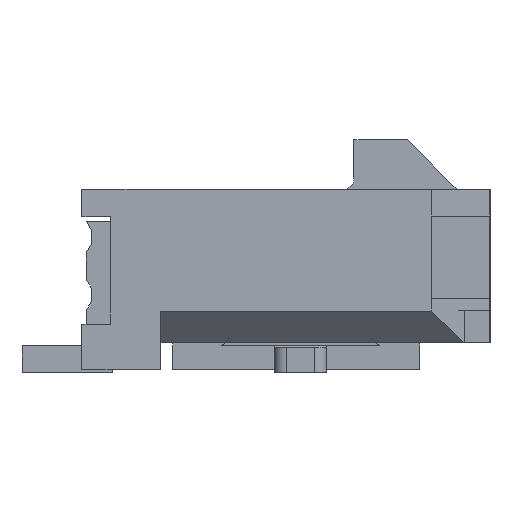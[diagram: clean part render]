
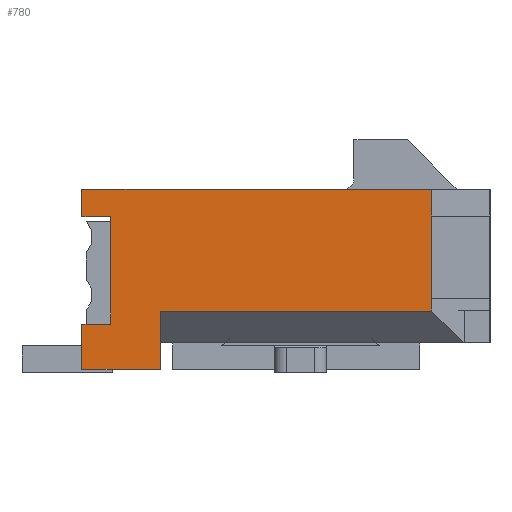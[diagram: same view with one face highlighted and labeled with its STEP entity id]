
A CAD part, left-side view. The second image highlights one B-rep face of the part: STEP entity #780.
In plain terms, the highlighted planar face has unit normal (-1, 0, 0).
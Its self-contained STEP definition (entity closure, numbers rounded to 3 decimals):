
#780 = ADVANCED_FACE( '', ( #1741 ), #1742, .T. );
#1741 = FACE_OUTER_BOUND( '', #2959, .T. );
#1742 = PLANE( '', #2960 );
#2959 = EDGE_LOOP( '', ( #4777, #4778, #4779, #4780, #4781, #4782, #4783, #4784, #4785, #4786, #4787, #4788 ) );
#2960 = AXIS2_PLACEMENT_3D( '', #4789, #4790, #4791 );
#4777 = ORIENTED_EDGE( '', *, *, #8197, .T. );
#4778 = ORIENTED_EDGE( '', *, *, #8198, .T. );
#4779 = ORIENTED_EDGE( '', *, *, #8199, .T. );
#4780 = ORIENTED_EDGE( '', *, *, #8164, .T. );
#4781 = ORIENTED_EDGE( '', *, *, #7933, .F. );
#4782 = ORIENTED_EDGE( '', *, *, #8200, .T. );
#4783 = ORIENTED_EDGE( '', *, *, #8201, .F. );
#4784 = ORIENTED_EDGE( '', *, *, #7684, .F. );
#4785 = ORIENTED_EDGE( '', *, *, #8202, .F. );
#4786 = ORIENTED_EDGE( '', *, *, #8203, .T. );
#4787 = ORIENTED_EDGE( '', *, *, #8204, .T. );
#4788 = ORIENTED_EDGE( '', *, *, #8205, .T. );
#4789 = CARTESIAN_POINT( '', ( -18.325, 0., 0. ) );
#4790 = DIRECTION( '', ( -1., 0., 0. ) );
#4791 = DIRECTION( '', ( 0., 0., 1. ) );
#7684 = EDGE_CURVE( '', #9217, #9219, #9220, .T. );
#7933 = EDGE_CURVE( '', #9652, #9654, #9655, .T. );
#8164 = EDGE_CURVE( '', #10041, #9654, #10042, .T. );
#8197 = EDGE_CURVE( '', #10093, #10094, #10095, .T. );
#8198 = EDGE_CURVE( '', #10094, #10096, #10097, .T. );
#8199 = EDGE_CURVE( '', #10096, #10041, #10098, .T. );
#8200 = EDGE_CURVE( '', #9652, #10099, #10100, .T. );
#8201 = EDGE_CURVE( '', #9219, #10099, #10101, .T. );
#8202 = EDGE_CURVE( '', #10102, #9217, #10103, .T. );
#8203 = EDGE_CURVE( '', #10102, #10104, #10105, .T. );
#8204 = EDGE_CURVE( '', #10104, #10106, #10107, .T. );
#8205 = EDGE_CURVE( '', #10106, #10093, #10108, .T. );
#9217 = VERTEX_POINT( '', #11470 );
#9219 = VERTEX_POINT( '', #11473 );
#9220 = LINE( '', #11474, #11475 );
#9652 = VERTEX_POINT( '', #12100 );
#9654 = VERTEX_POINT( '', #12103 );
#9655 = LINE( '', #12104, #12105 );
#10041 = VERTEX_POINT( '', #12674 );
#10042 = LINE( '', #12675, #12676 );
#10093 = VERTEX_POINT( '', #12751 );
#10094 = VERTEX_POINT( '', #12752 );
#10095 = LINE( '', #12753, #12754 );
#10096 = VERTEX_POINT( '', #12755 );
#10097 = LINE( '', #12756, #12757 );
#10098 = LINE( '', #12758, #12759 );
#10099 = VERTEX_POINT( '', #12760 );
#10100 = LINE( '', #12761, #12762 );
#10101 = LINE( '', #12763, #12764 );
#10102 = VERTEX_POINT( '', #12765 );
#10103 = LINE( '', #12766, #12767 );
#10104 = VERTEX_POINT( '', #12768 );
#10105 = LINE( '', #12769, #12770 );
#10106 = VERTEX_POINT( '', #12771 );
#10107 = LINE( '', #12772, #12773 );
#10108 = LINE( '', #12774, #12775 );
#11470 = CARTESIAN_POINT( '', ( -18.325, -3.536, 1.535 ) );
#11473 = CARTESIAN_POINT( '', ( -18.325, -3.536, -0.465 ) );
#11474 = CARTESIAN_POINT( '', ( -18.325, -3.536, 1.535 ) );
#11475 = VECTOR( '', #14718, 1000. );
#12100 = CARTESIAN_POINT( '', ( -18.325, 3.05, -0.771 ) );
#12103 = CARTESIAN_POINT( '', ( -18.325, 3.05, -2.185 ) );
#12104 = CARTESIAN_POINT( '', ( -18.325, 3.05, -2.185 ) );
#12105 = VECTOR( '', #14931, 1000. );
#12674 = CARTESIAN_POINT( '', ( -18.325, 4.95, -2.185 ) );
#12675 = CARTESIAN_POINT( '', ( -18.325, 4.95, -2.185 ) );
#12676 = VECTOR( '', #15133, 1000. );
#12751 = CARTESIAN_POINT( '', ( -18.325, 4.25, 1.515 ) );
#12752 = CARTESIAN_POINT( '', ( -18.325, 4.25, -1.085 ) );
#12753 = CARTESIAN_POINT( '', ( -18.325, 4.25, 0. ) );
#12754 = VECTOR( '', #15158, 1000. );
#12755 = CARTESIAN_POINT( '', ( -18.325, 4.95, -1.085 ) );
#12756 = CARTESIAN_POINT( '', ( -18.325, 0., -1.085 ) );
#12757 = VECTOR( '', #15159, 1000. );
#12758 = CARTESIAN_POINT( '', ( -18.325, 4.95, 2.185 ) );
#12759 = VECTOR( '', #15160, 1000. );
#12760 = CARTESIAN_POINT( '', ( -18.325, -3.536, -0.771 ) );
#12761 = CARTESIAN_POINT( '', ( -18.325, 3.05, -0.771 ) );
#12762 = VECTOR( '', #15161, 1000. );
#12763 = CARTESIAN_POINT( '', ( -18.325, -3.536, 0. ) );
#12764 = VECTOR( '', #15162, 1000. );
#12765 = CARTESIAN_POINT( '', ( -18.325, -3.536, 2.185 ) );
#12766 = CARTESIAN_POINT( '', ( -18.325, -3.536, 0. ) );
#12767 = VECTOR( '', #15163, 1000. );
#12768 = CARTESIAN_POINT( '', ( -18.325, 4.95, 2.185 ) );
#12769 = CARTESIAN_POINT( '', ( -18.325, -4.95, 2.185 ) );
#12770 = VECTOR( '', #15164, 1000. );
#12771 = CARTESIAN_POINT( '', ( -18.325, 4.95, 1.515 ) );
#12772 = CARTESIAN_POINT( '', ( -18.325, 4.95, 2.185 ) );
#12773 = VECTOR( '', #15165, 1000. );
#12774 = CARTESIAN_POINT( '', ( -18.325, 0., 1.515 ) );
#12775 = VECTOR( '', #15166, 1000. );
#14718 = DIRECTION( '', ( 0., 0., -1. ) );
#14931 = DIRECTION( '', ( 0., 0., -1. ) );
#15133 = DIRECTION( '', ( 0., -1., 0. ) );
#15158 = DIRECTION( '', ( 0., 0., -1. ) );
#15159 = DIRECTION( '', ( 0., 1., 0. ) );
#15160 = DIRECTION( '', ( 0., 0., -1. ) );
#15161 = DIRECTION( '', ( 0., -1., 0. ) );
#15162 = DIRECTION( '', ( 0., 0., -1. ) );
#15163 = DIRECTION( '', ( 0., 0., -1. ) );
#15164 = DIRECTION( '', ( 0., 1., 0. ) );
#15165 = DIRECTION( '', ( 0., 0., -1. ) );
#15166 = DIRECTION( '', ( 0., -1., 0. ) );
